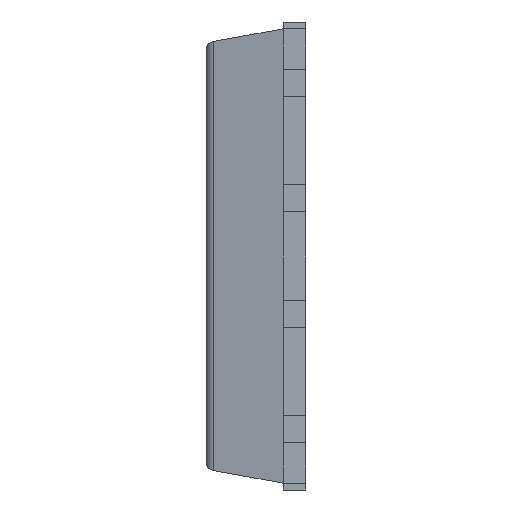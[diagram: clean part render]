
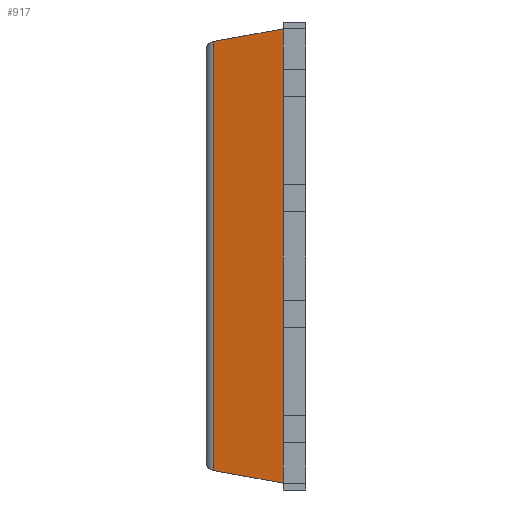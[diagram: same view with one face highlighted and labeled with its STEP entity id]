
A CAD part, left-side view. The second image highlights one B-rep face of the part: STEP entity #917.
In plain terms, the highlighted planar face has unit normal (-0.984, 0.178, 0).
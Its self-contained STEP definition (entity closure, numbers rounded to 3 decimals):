
#4 = CARTESIAN_POINT ( 'NONE',  ( -3., 0.25, 0.485 ) ) ;
#55 = DIRECTION ( 'NONE',  ( 0., 0., 1. ) ) ;
#60 = EDGE_CURVE ( 'NONE', #5738, #5302, #1702, .T. ) ;
#114 = VECTOR ( 'NONE', #4077, 1000. ) ;
#152 = VERTEX_POINT ( 'NONE', #1653 ) ;
#243 = VECTOR ( 'NONE', #2624, 1000. ) ;
#317 = CARTESIAN_POINT ( 'NONE',  ( -3., 0.25, -1.755 ) ) ;
#346 = VECTOR ( 'NONE', #1924, 1000. ) ;
#358 = CARTESIAN_POINT ( 'NONE',  ( -3., 0.25, 2.5 ) ) ;
#370 = VERTEX_POINT ( 'NONE', #1936 ) ;
#388 = EDGE_CURVE ( 'NONE', #152, #2064, #2187, .T. ) ;
#473 = DIRECTION ( 'NONE',  ( 0., 0., 1. ) ) ;
#548 = LINE ( 'NONE', #4123, #243 ) ;
#555 = VERTEX_POINT ( 'NONE', #5451 ) ;
#564 = VECTOR ( 'NONE', #1404, 1000. ) ;
#609 = CARTESIAN_POINT ( 'NONE',  ( -3., 0.25, -0.485 ) ) ;
#652 = CARTESIAN_POINT ( 'NONE',  ( -3., 0.25, 2.5 ) ) ;
#656 = VECTOR ( 'NONE', #473, 1000. ) ;
#758 = EDGE_CURVE ( 'NONE', #5869, #2523, #5505, .T. ) ;
#917 = ADVANCED_FACE ( 'NONE', ( #4494 ), #1330, .T. ) ;
#948 = EDGE_CURVE ( 'NONE', #2064, #3176, #1696, .T. ) ;
#1007 = VERTEX_POINT ( 'NONE', #4 ) ;
#1123 = VERTEX_POINT ( 'NONE', #3203 ) ;
#1276 = CARTESIAN_POINT ( 'NONE',  ( -3., 0.25, -2.5 ) ) ;
#1289 = VECTOR ( 'NONE', #6485, 1000. ) ;
#1330 = PLANE ( 'NONE',  #2047 ) ;
#1350 = CARTESIAN_POINT ( 'NONE',  ( -3., 0.25, -2.5 ) ) ;
#1404 = DIRECTION ( 'NONE',  ( 0., 0., 1. ) ) ;
#1468 = ORIENTED_EDGE ( 'NONE', *, *, #3474, .T. ) ;
#1506 = EDGE_CURVE ( 'NONE', #2523, #4468, #1923, .T. ) ;
#1558 = EDGE_CURVE ( 'NONE', #5302, #1123, #3015, .T. ) ;
#1653 = CARTESIAN_POINT ( 'NONE',  ( -2.861, 1.018, -2.361 ) ) ;
#1661 = VECTOR ( 'NONE', #5726, 1000. ) ;
#1696 = LINE ( 'NONE', #4399, #346 ) ;
#1702 = LINE ( 'NONE', #652, #5512 ) ;
#1804 = CARTESIAN_POINT ( 'NONE',  ( -3., 0.25, -0.785 ) ) ;
#1923 = LINE ( 'NONE', #4351, #564 ) ;
#1924 = DIRECTION ( 'NONE',  ( 0., 0., 1. ) ) ;
#1936 = CARTESIAN_POINT ( 'NONE',  ( -3., 0.25, 0.785 ) ) ;
#2047 = AXIS2_PLACEMENT_3D ( 'NONE', #1276, #4771, #5279 ) ;
#2064 = VERTEX_POINT ( 'NONE', #3306 ) ;
#2122 = ORIENTED_EDGE ( 'NONE', *, *, #1558, .T. ) ;
#2187 = LINE ( 'NONE', #1350, #5773 ) ;
#2318 = ORIENTED_EDGE ( 'NONE', *, *, #4969, .T. ) ;
#2390 = CARTESIAN_POINT ( 'NONE',  ( -3., 0.25, 2.5 ) ) ;
#2397 = EDGE_CURVE ( 'NONE', #3176, #5869, #548, .T. ) ;
#2444 = DIRECTION ( 'NONE',  ( 0., 0., 1. ) ) ;
#2523 = VERTEX_POINT ( 'NONE', #1804 ) ;
#2624 = DIRECTION ( 'NONE',  ( 0., 0., 1. ) ) ;
#2665 = CARTESIAN_POINT ( 'NONE',  ( -3., 0.25, 1.755 ) ) ;
#3015 = LINE ( 'NONE', #5985, #656 ) ;
#3127 = DIRECTION ( 'NONE',  ( -0.175, -0.969, -0.175 ) ) ;
#3133 = CARTESIAN_POINT ( 'NONE',  ( -3., 0.25, 2.5 ) ) ;
#3176 = VERTEX_POINT ( 'NONE', #6148 ) ;
#3203 = CARTESIAN_POINT ( 'NONE',  ( -3., 0.25, 2.5 ) ) ;
#3219 = ORIENTED_EDGE ( 'NONE', *, *, #388, .T. ) ;
#3278 = ORIENTED_EDGE ( 'NONE', *, *, #3401, .F. ) ;
#3306 = CARTESIAN_POINT ( 'NONE',  ( -3., 0.25, -2.5 ) ) ;
#3401 = EDGE_CURVE ( 'NONE', #555, #1123, #5992, .T. ) ;
#3474 = EDGE_CURVE ( 'NONE', #1007, #370, #6081, .T. ) ;
#3494 = ORIENTED_EDGE ( 'NONE', *, *, #758, .T. ) ;
#3564 = LINE ( 'NONE', #5998, #1289 ) ;
#3596 = ORIENTED_EDGE ( 'NONE', *, *, #60, .T. ) ;
#3871 = DIRECTION ( 'NONE',  ( -0.175, -0.969, 0.175 ) ) ;
#3954 = CARTESIAN_POINT ( 'NONE',  ( -3., 0.25, 2.5 ) ) ;
#4011 = EDGE_CURVE ( 'NONE', #4468, #1007, #4191, .T. ) ;
#4077 = DIRECTION ( 'NONE',  ( 0., 0., 1. ) ) ;
#4123 = CARTESIAN_POINT ( 'NONE',  ( -3., 0.25, 2.5 ) ) ;
#4191 = LINE ( 'NONE', #3954, #4414 ) ;
#4351 = CARTESIAN_POINT ( 'NONE',  ( -3., 0.25, 2.5 ) ) ;
#4394 = LINE ( 'NONE', #6193, #1661 ) ;
#4399 = CARTESIAN_POINT ( 'NONE',  ( -3., 0.25, 2.5 ) ) ;
#4414 = VECTOR ( 'NONE', #2444, 1000. ) ;
#4468 = VERTEX_POINT ( 'NONE', #609 ) ;
#4494 = FACE_OUTER_BOUND ( 'NONE', #6223, .T. ) ;
#4771 = DIRECTION ( 'NONE',  ( -0.984, 0.178, 0. ) ) ;
#4969 = EDGE_CURVE ( 'NONE', #370, #5738, #3564, .T. ) ;
#5128 = VECTOR ( 'NONE', #6398, 1000. ) ;
#5279 = DIRECTION ( 'NONE',  ( -0.178, -0.984, 0. ) ) ;
#5302 = VERTEX_POINT ( 'NONE', #6247 ) ;
#5401 = ORIENTED_EDGE ( 'NONE', *, *, #6480, .T. ) ;
#5451 = CARTESIAN_POINT ( 'NONE',  ( -2.861, 1.018, 2.361 ) ) ;
#5505 = LINE ( 'NONE', #3133, #114 ) ;
#5512 = VECTOR ( 'NONE', #55, 1000. ) ;
#5726 = DIRECTION ( 'NONE',  ( 0., 0., -1. ) ) ;
#5738 = VERTEX_POINT ( 'NONE', #2665 ) ;
#5773 = VECTOR ( 'NONE', #3127, 1000. ) ;
#5802 = ORIENTED_EDGE ( 'NONE', *, *, #1506, .T. ) ;
#5807 = ORIENTED_EDGE ( 'NONE', *, *, #948, .T. ) ;
#5842 = ORIENTED_EDGE ( 'NONE', *, *, #4011, .T. ) ;
#5846 = ORIENTED_EDGE ( 'NONE', *, *, #2397, .T. ) ;
#5869 = VERTEX_POINT ( 'NONE', #317 ) ;
#5985 = CARTESIAN_POINT ( 'NONE',  ( -3., 0.25, 2.5 ) ) ;
#5992 = LINE ( 'NONE', #358, #6244 ) ;
#5998 = CARTESIAN_POINT ( 'NONE',  ( -3., 0.25, 2.5 ) ) ;
#6081 = LINE ( 'NONE', #2390, #5128 ) ;
#6148 = CARTESIAN_POINT ( 'NONE',  ( -3., 0.25, -2.055 ) ) ;
#6193 = CARTESIAN_POINT ( 'NONE',  ( -2.861, 1.018, -2.346 ) ) ;
#6223 = EDGE_LOOP ( 'NONE', ( #3278, #5401, #3219, #5807, #5846, #3494, #5802, #5842, #1468, #2318, #3596, #2122 ) ) ;
#6244 = VECTOR ( 'NONE', #3871, 1000. ) ;
#6247 = CARTESIAN_POINT ( 'NONE',  ( -3., 0.25, 2.055 ) ) ;
#6398 = DIRECTION ( 'NONE',  ( 0., 0., 1. ) ) ;
#6480 = EDGE_CURVE ( 'NONE', #555, #152, #4394, .T. ) ;
#6485 = DIRECTION ( 'NONE',  ( 0., 0., 1. ) ) ;
